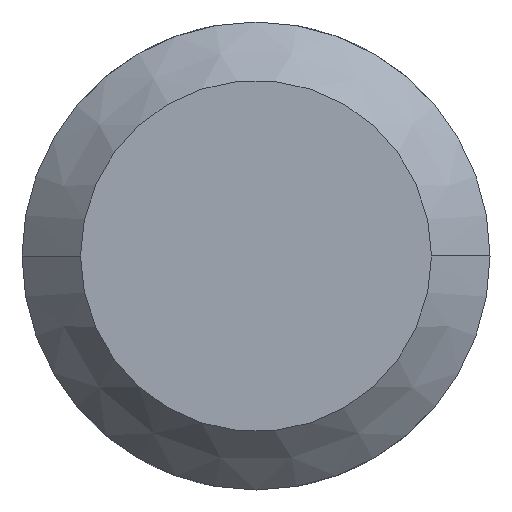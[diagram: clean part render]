
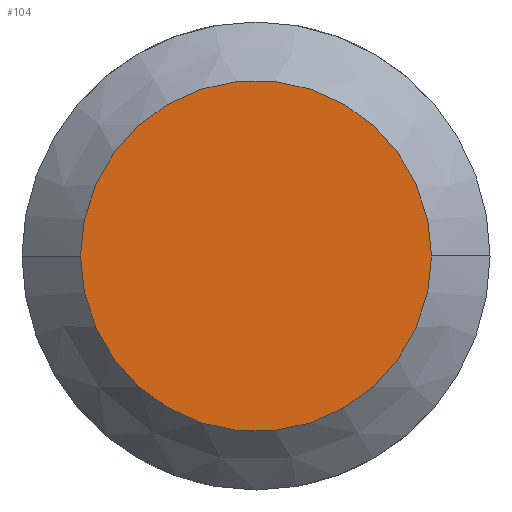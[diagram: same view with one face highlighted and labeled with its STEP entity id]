
A CAD part, front view. The second image highlights one B-rep face of the part: STEP entity #104.
In plain terms, the highlighted planar face has unit normal (0, -1, 0).
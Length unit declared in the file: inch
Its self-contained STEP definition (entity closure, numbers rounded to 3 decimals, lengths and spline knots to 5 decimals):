
#37 = DIRECTION ( 'NONE',  ( -1., 0., 0. ) ) ;
#104 = ADVANCED_FACE ( 'NONE', ( #492 ), #547, .F. ) ;
#129 = DIRECTION ( 'NONE',  ( 0., 1., 0. ) ) ;
#131 = CIRCLE ( 'NONE', #317, 0.11811 ) ;
#173 = EDGE_CURVE ( 'NONE', #332, #538, #131, .T. ) ;
#236 = CARTESIAN_POINT ( 'NONE',  ( 0.11811, -62.51969, 0. ) ) ;
#252 = ORIENTED_EDGE ( 'NONE', *, *, #524, .F. ) ;
#284 = ORIENTED_EDGE ( 'NONE', *, *, #173, .F. ) ;
#317 = AXIS2_PLACEMENT_3D ( 'NONE', #363, #508, #37 ) ;
#332 = VERTEX_POINT ( 'NONE', #377 ) ;
#349 = DIRECTION ( 'NONE',  ( -1., 0., 0. ) ) ;
#355 = DIRECTION ( 'NONE',  ( 0., 0., 1. ) ) ;
#363 = CARTESIAN_POINT ( 'NONE',  ( 0., -62.51969, 0. ) ) ;
#377 = CARTESIAN_POINT ( 'NONE',  ( -0.11811, -62.51969, 0. ) ) ;
#394 = CARTESIAN_POINT ( 'NONE',  ( 0., -62.51969, 0. ) ) ;
#406 = CARTESIAN_POINT ( 'NONE',  ( 0.11811, -62.51969, 0. ) ) ;
#422 = EDGE_LOOP ( 'NONE', ( #284, #252 ) ) ;
#480 = AXIS2_PLACEMENT_3D ( 'NONE', #406, #129, #355 ) ;
#492 = FACE_OUTER_BOUND ( 'NONE', #422, .T. ) ;
#508 = DIRECTION ( 'NONE',  ( 0., 1., 0. ) ) ;
#524 = EDGE_CURVE ( 'NONE', #538, #332, #618, .T. ) ;
#538 = VERTEX_POINT ( 'NONE', #236 ) ;
#547 = PLANE ( 'NONE',  #480 ) ;
#618 = CIRCLE ( 'NONE', #687, 0.11811 ) ;
#653 = DIRECTION ( 'NONE',  ( 0., 1., 0. ) ) ;
#687 = AXIS2_PLACEMENT_3D ( 'NONE', #394, #653, #349 ) ;
